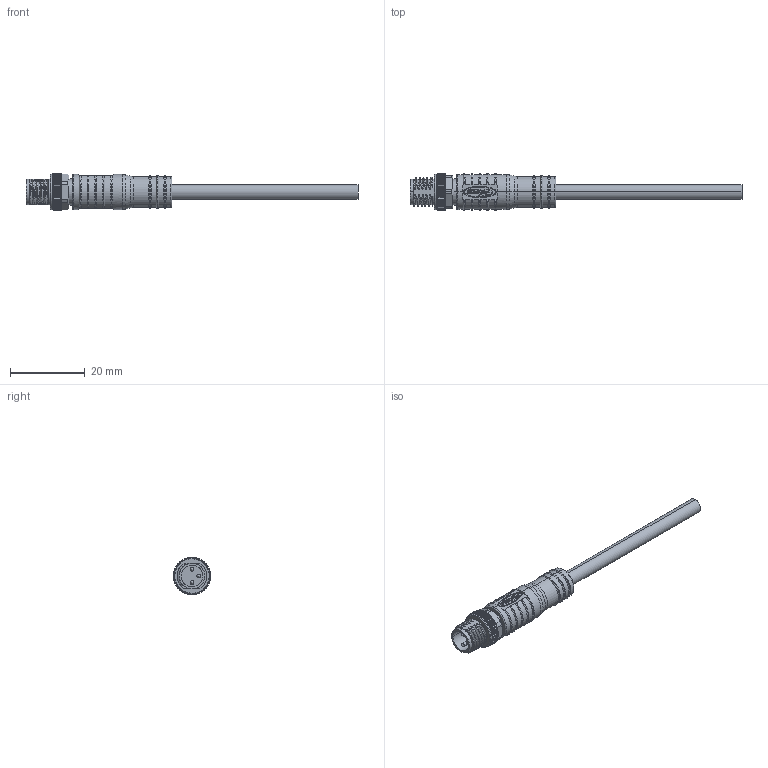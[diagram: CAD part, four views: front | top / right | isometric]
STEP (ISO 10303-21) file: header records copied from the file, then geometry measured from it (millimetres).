
FILE_DESCRIPTION (( 'STEP AP203' ), '1' );
FILE_NAME ('P23.STEP', '2020-03-30T05:55:06', ( 'edpusr' ), ( 'Microsoft' ), 'SwSTEP 2.0', 'SolidWorks 2015', '' );
FILE_SCHEMA (( 'CONFIG_CONTROL_DESIGN' ));
Length unit declared in the file: millimetre
Products named in the file (1): P23
Bounding box: 89.1 x 9.97 x 9.97 mm (x, y, z)
Volume: 2822.3 mm3; surface area: 2147.5 mm2
Topology: 1 solids, 1 shells, 933 faces, 2552 edges, 1663 vertices
Faces by surface type: cylinder 475, plane 283, cone 89, bspline 46, torus 40
Entity records: 38510 total; most frequent: CARTESIAN_POINT 15549, ORIENTED_EDGE 5104, DIRECTION 4414, EDGE_CURVE 2552, VERTEX_POINT 1663, AXIS2_PLACEMENT_3D 1564, VECTOR 1286, LINE 1286
